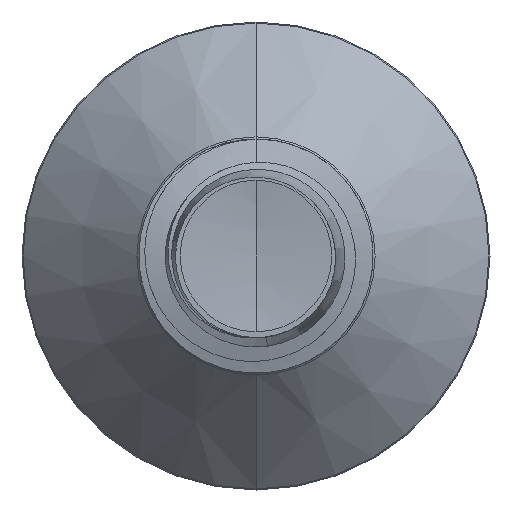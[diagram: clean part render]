
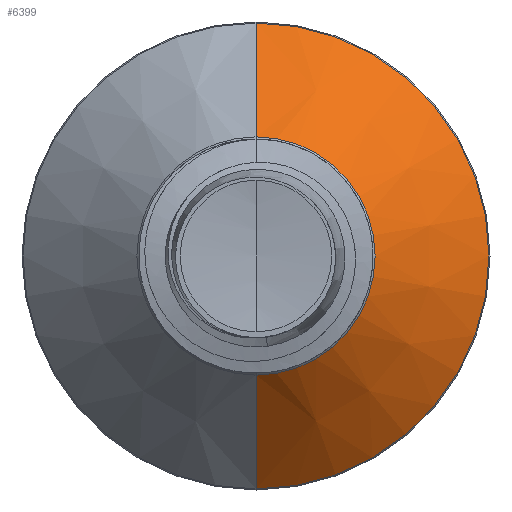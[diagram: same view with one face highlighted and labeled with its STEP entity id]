
A CAD part, front view. The second image highlights one B-rep face of the part: STEP entity #6399.
In plain terms, the highlighted conical face has half-angle 45 degrees and reference radius 1.782 mm.
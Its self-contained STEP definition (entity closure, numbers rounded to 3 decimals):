
#87 = CONICAL_SURFACE ( 'NONE', #983, 1.782, 0.785 ) ;
#250 = DIRECTION ( 'NONE',  ( 0., 0.707, -0.707 ) ) ;
#586 = VERTEX_POINT ( 'NONE', #12151 ) ;
#809 = CARTESIAN_POINT ( 'NONE',  ( 0., 2.632, 1.782 ) ) ;
#961 = DIRECTION ( 'NONE',  ( 0., 1., 0. ) ) ;
#983 = AXIS2_PLACEMENT_3D ( 'NONE', #10050, #9113, #6491 ) ;
#1043 = CARTESIAN_POINT ( 'NONE',  ( 0., 4.335, 0. ) ) ;
#1305 = VECTOR ( 'NONE', #2572, 1000. ) ;
#1642 = LINE ( 'NONE', #7134, #1305 ) ;
#1903 = ORIENTED_EDGE ( 'NONE', *, *, #2548, .T. ) ;
#2118 = DIRECTION ( 'NONE',  ( 0., 0., 1. ) ) ;
#2323 = EDGE_LOOP ( 'NONE', ( #4466, #1903, #3161, #7432 ) ) ;
#2548 = EDGE_CURVE ( 'NONE', #586, #12180, #6134, .T. ) ;
#2572 = DIRECTION ( 'NONE',  ( 0., 0.707, 0.707 ) ) ;
#3161 = ORIENTED_EDGE ( 'NONE', *, *, #5025, .F. ) ;
#3555 = AXIS2_PLACEMENT_3D ( 'NONE', #1043, #7622, #2118 ) ;
#4325 = CARTESIAN_POINT ( 'NONE',  ( 0., 2.632, -1.782 ) ) ;
#4466 = ORIENTED_EDGE ( 'NONE', *, *, #5642, .T. ) ;
#5025 = EDGE_CURVE ( 'NONE', #10547, #12180, #10310, .T. ) ;
#5642 = EDGE_CURVE ( 'NONE', #9978, #586, #11563, .T. ) ;
#5715 = FACE_OUTER_BOUND ( 'NONE', #2323, .T. ) ;
#6134 = LINE ( 'NONE', #4325, #10592 ) ;
#6399 = ADVANCED_FACE ( 'NONE', ( #5715 ), #87, .T. ) ;
#6491 = DIRECTION ( 'NONE',  ( 0., 0., 1. ) ) ;
#6661 = CARTESIAN_POINT ( 'NONE',  ( 0., 2.632, 0. ) ) ;
#6921 = CARTESIAN_POINT ( 'NONE',  ( 0., 4.335, 3.485 ) ) ;
#7134 = CARTESIAN_POINT ( 'NONE',  ( 0., 2.632, 1.782 ) ) ;
#7432 = ORIENTED_EDGE ( 'NONE', *, *, #11927, .F. ) ;
#7557 = DIRECTION ( 'NONE',  ( 0., 0., 1. ) ) ;
#7622 = DIRECTION ( 'NONE',  ( 0., 1., 0. ) ) ;
#8147 = CARTESIAN_POINT ( 'NONE',  ( 0., 4.335, -3.485 ) ) ;
#8965 = AXIS2_PLACEMENT_3D ( 'NONE', #6661, #961, #7557 ) ;
#9113 = DIRECTION ( 'NONE',  ( 0., 1., 0. ) ) ;
#9978 = VERTEX_POINT ( 'NONE', #809 ) ;
#10050 = CARTESIAN_POINT ( 'NONE',  ( 0., 2.632, 0. ) ) ;
#10310 = CIRCLE ( 'NONE', #3555, 3.485 ) ;
#10547 = VERTEX_POINT ( 'NONE', #6921 ) ;
#10592 = VECTOR ( 'NONE', #250, 1000. ) ;
#11563 = CIRCLE ( 'NONE', #8965, 1.782 ) ;
#11927 = EDGE_CURVE ( 'NONE', #9978, #10547, #1642, .T. ) ;
#12151 = CARTESIAN_POINT ( 'NONE',  ( 0., 2.632, -1.782 ) ) ;
#12180 = VERTEX_POINT ( 'NONE', #8147 ) ;
